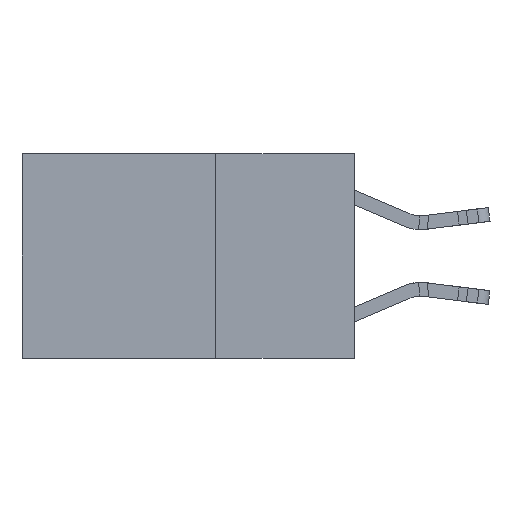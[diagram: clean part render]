
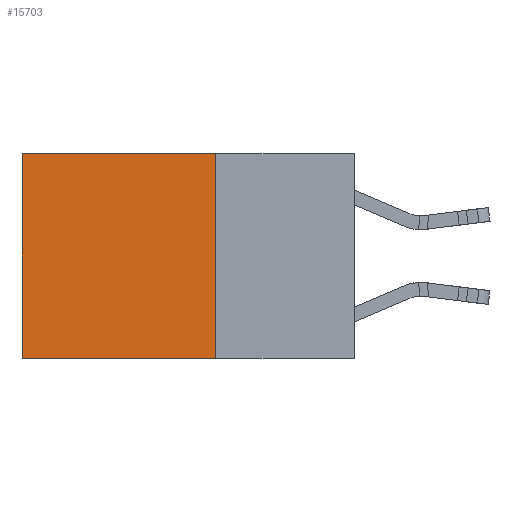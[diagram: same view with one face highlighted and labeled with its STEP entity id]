
A CAD part, left-side view. The second image highlights one B-rep face of the part: STEP entity #15703.
In plain terms, the highlighted planar face has unit normal (-1, 0, 0).
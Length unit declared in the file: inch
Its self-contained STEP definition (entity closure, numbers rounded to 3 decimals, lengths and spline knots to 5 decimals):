
#615 = AXIS2_PLACEMENT_3D ( 'NONE', #10844, #24971, #29375 ) ;
#1034 = EDGE_CURVE ( 'NONE', #4078, #29273, #29417, .T. ) ;
#1848 = CARTESIAN_POINT ( 'NONE',  ( 0.2625, 0.6, 0. ) ) ;
#2610 = CARTESIAN_POINT ( 'NONE',  ( 0.2625, 0.25, 0. ) ) ;
#3715 = CARTESIAN_POINT ( 'NONE',  ( 0.2625, 0.25, -0.37 ) ) ;
#3978 = ORIENTED_EDGE ( 'NONE', *, *, #28099, .T. ) ;
#4078 = VERTEX_POINT ( 'NONE', #20997 ) ;
#4403 = CARTESIAN_POINT ( 'NONE',  ( 0.2625, 0.6, -0.37 ) ) ;
#5487 = VERTEX_POINT ( 'NONE', #1848 ) ;
#5546 = CARTESIAN_POINT ( 'NONE',  ( 0.2625, 0.6, 0. ) ) ;
#6743 = EDGE_CURVE ( 'NONE', #5487, #25110, #26569, .T. ) ;
#8560 = LINE ( 'NONE', #11156, #26060 ) ;
#9117 = VECTOR ( 'NONE', #14574, 39.37008 ) ;
#9828 = LINE ( 'NONE', #2610, #9117 ) ;
#10844 = CARTESIAN_POINT ( 'NONE',  ( 0.2625, 0.25, 0. ) ) ;
#11156 = CARTESIAN_POINT ( 'NONE',  ( 0.2625, 0.25, -0.37 ) ) ;
#12221 = ORIENTED_EDGE ( 'NONE', *, *, #21400, .F. ) ;
#14574 = DIRECTION ( 'NONE',  ( 0., 1., 0. ) ) ;
#14904 = DIRECTION ( 'NONE',  ( 0., 0., -1. ) ) ;
#15703 = ADVANCED_FACE ( 'NONE', ( #17596 ), #22946, .F. ) ;
#16378 = ORIENTED_EDGE ( 'NONE', *, *, #1034, .F. ) ;
#17596 = FACE_OUTER_BOUND ( 'NONE', #20221, .T. ) ;
#19645 = VECTOR ( 'NONE', #14904, 39.37008 ) ;
#20221 = EDGE_LOOP ( 'NONE', ( #23817, #12221, #16378, #3978 ) ) ;
#20997 = CARTESIAN_POINT ( 'NONE',  ( 0.2625, 0.25, 0. ) ) ;
#21400 = EDGE_CURVE ( 'NONE', #29273, #25110, #8560, .T. ) ;
#22109 = VECTOR ( 'NONE', #22849, 39.37008 ) ;
#22849 = DIRECTION ( 'NONE',  ( 0., 0., -1. ) ) ;
#22946 = PLANE ( 'NONE',  #615 ) ;
#23817 = ORIENTED_EDGE ( 'NONE', *, *, #6743, .T. ) ;
#24971 = DIRECTION ( 'NONE',  ( 1., 0., 0. ) ) ;
#25110 = VERTEX_POINT ( 'NONE', #4403 ) ;
#26060 = VECTOR ( 'NONE', #27701, 39.37008 ) ;
#26569 = LINE ( 'NONE', #5546, #19645 ) ;
#27701 = DIRECTION ( 'NONE',  ( 0., 1., 0. ) ) ;
#28099 = EDGE_CURVE ( 'NONE', #4078, #5487, #9828, .T. ) ;
#29253 = CARTESIAN_POINT ( 'NONE',  ( 0.2625, 0.25, 0. ) ) ;
#29273 = VERTEX_POINT ( 'NONE', #3715 ) ;
#29375 = DIRECTION ( 'NONE',  ( 0., 0., -1. ) ) ;
#29417 = LINE ( 'NONE', #29253, #22109 ) ;
